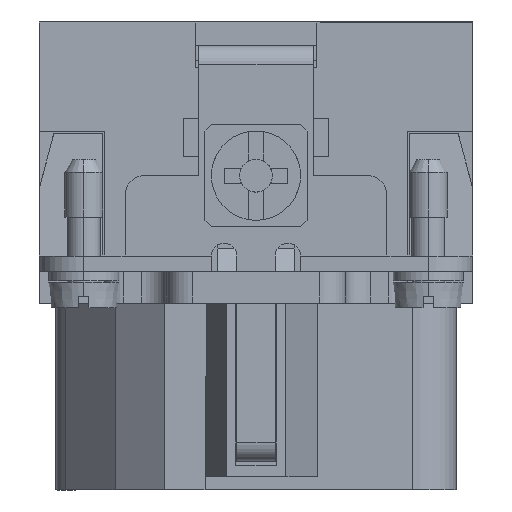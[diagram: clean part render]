
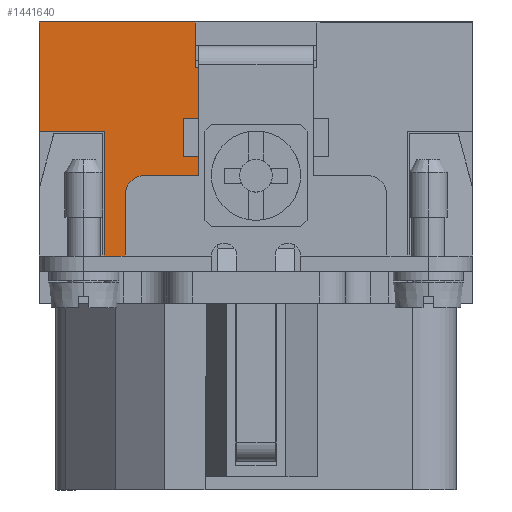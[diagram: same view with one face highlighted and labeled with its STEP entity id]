
A CAD part, left-side view. The second image highlights one B-rep face of the part: STEP entity #1441640.
In plain terms, the highlighted planar face has unit normal (-1, 0, 0).
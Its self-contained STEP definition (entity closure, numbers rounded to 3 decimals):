
#530=CARTESIAN_POINT('',(37.046,53.334,
13.45));
#540=DIRECTION('',(0.,0.,1.));
#550=VECTOR('',#540,1.);
#560=LINE('',#530,#550);
#570=CARTESIAN_POINT('',(37.046,53.334,
10.85));
#580=VERTEX_POINT('',#570);
#590=CARTESIAN_POINT('',(37.046,53.334,14.45));
#600=VERTEX_POINT('',#590);
#610=EDGE_CURVE('',#580,#600,#560,.T.);
#43900=CARTESIAN_POINT('',(37.046,65.584,14.45));
#43910=VERTEX_POINT('',#43900);
#43940=CARTESIAN_POINT('',(37.046,65.584,13.45))
;
#43950=DIRECTION('',(0.,0.,1.));
#43960=VECTOR('',#43950,1.);
#43970=LINE('',#43940,#43960);
#43980=CARTESIAN_POINT('',(37.046,65.584,5.9));
#43990=VERTEX_POINT('',#43980);
#44000=EDGE_CURVE('',#43990,#43910,#43970,.T.);
#60870=CARTESIAN_POINT('',(37.046,53.084,
10.85));
#60880=VERTEX_POINT('',#60870);
#60910=CARTESIAN_POINT('',(37.046,98.594,10.85));
#60920=DIRECTION('',(0.,1.,0.));
#60930=VECTOR('',#60920,1.);
#60940=LINE('',#60910,#60930);
#60950=EDGE_CURVE('',#60880,#580,#60940,.T.);
#457950=CARTESIAN_POINT('',(37.046,98.594,14.45));
#457960=DIRECTION('',(0.,1.,0.));
#457970=VECTOR('',#457960,1.);
#457980=LINE('',#457950,#457970);
#457990=EDGE_CURVE('',#600,#43910,#457980,.T.);
#531760=CARTESIAN_POINT('',(37.046,60.584,
-3.9));
#531770=DIRECTION('',(0.,-1.,0.));
#531780=VECTOR('',#531770,1.);
#531790=LINE('',#531760,#531780);
#531800=CARTESIAN_POINT('',(37.046,60.484,-3.9
));
#531810=VERTEX_POINT('',#531800);
#531820=CARTESIAN_POINT('',(37.046,58.834,-3.9
));
#531830=VERTEX_POINT('',#531820);
#531840=EDGE_CURVE('',#531810,#531830,#531790,.T.);
#1360800=CARTESIAN_POINT('',(37.046,53.284,6.9
));
#1360810=VERTEX_POINT('',#1360800);
#1360840=CARTESIAN_POINT('',(37.046,0.,6.9));
#1360850=DIRECTION('',(0.,1.,0.));
#1360860=VECTOR('',#1360850,1.);
#1360870=LINE('',#1360840,#1360860);
#1360880=CARTESIAN_POINT('',(37.046,53.084,6.9
));
#1360890=VERTEX_POINT('',#1360880);
#1360900=EDGE_CURVE('',#1360890,#1360810,#1360870,.T.);
#1366440=CARTESIAN_POINT('',(37.046,58.834,
0.9));
#1366450=VERTEX_POINT('',#1366440);
#1366620=CARTESIAN_POINT('',(37.046,58.834,0.));
#1366630=DIRECTION('',(0.,0.,-1.));
#1366640=VECTOR('',#1366630,1.);
#1366650=LINE('',#1366620,#1366640);
#1366660=EDGE_CURVE('',#1366450,#531830,#1366650,.T.);
#1367540=CARTESIAN_POINT('',(37.046,53.084,2.4
));
#1367550=VERTEX_POINT('',#1367540);
#1367580=CARTESIAN_POINT('',(37.046,53.084,0.));
#1367590=DIRECTION('',(0.,0.,-1.));
#1367600=VECTOR('',#1367590,1.);
#1367610=LINE('',#1367580,#1367600);
#1367620=CARTESIAN_POINT('',(37.046,53.084,3.9
));
#1367630=VERTEX_POINT('',#1367620);
#1367640=EDGE_CURVE('',#1367630,#1367550,#1367610,.T.);
#1367820=CARTESIAN_POINT('',(37.046,46.3,
-3.003));
#1367830=DIRECTION('',(-1.,0.,0.));
#1367840=DIRECTION('',(0.,-1.,0.));
#1367850=AXIS2_PLACEMENT_3D('',#1367820,#1367830,#1367840);
#1367860=PLANE('',#1367850);
#1367950=CARTESIAN_POINT('',(37.046,60.484,0.));
#1367960=DIRECTION('',(0.,0.,1.));
#1367970=VECTOR('',#1367960,1.);
#1367980=LINE('',#1367950,#1367970);
#1421770=CARTESIAN_POINT('',(37.046,60.484,5.9));
#1421780=VERTEX_POINT('',#1421770);
#1421810=EDGE_CURVE('',#531810,#1421780,#1367980,.T.);
#1423140=CARTESIAN_POINT('',(37.046,0.,3.9));
#1423150=DIRECTION('',(0.,-1.,0.));
#1423160=VECTOR('',#1423150,1.);
#1423170=LINE('',#1423140,#1423160);
#1423180=CARTESIAN_POINT('',(37.046,53.284,3.9
));
#1423190=VERTEX_POINT('',#1423180);
#1423200=EDGE_CURVE('',#1423190,#1367630,#1423170,.T.);
#1434680=CARTESIAN_POINT('',(37.046,57.334,2.4
));
#1434690=VERTEX_POINT('',#1434680);
#1434720=CARTESIAN_POINT('',(37.046,0.,2.4));
#1434730=DIRECTION('',(0.,1.,0.));
#1434740=VECTOR('',#1434730,1.);
#1434750=LINE('',#1434720,#1434740);
#1434760=EDGE_CURVE('',#1367550,#1434690,#1434750,.T.);
#1435320=CARTESIAN_POINT('',(37.046,57.334,0.9
));
#1435330=DIRECTION('',(-1.,0.,0.));
#1435340=DIRECTION('',(0.,-1.,0.));
#1435350=AXIS2_PLACEMENT_3D('',#1435320,#1435330,#1435340);
#1435360=CIRCLE('',#1435350,1.5);
#1435370=EDGE_CURVE('',#1434690,#1366450,#1435360,.T.);
#1436240=CARTESIAN_POINT('',(37.046,53.084,0.));
#1436250=DIRECTION('',(0.,0.,-1.));
#1436260=VECTOR('',#1436250,1.);
#1436270=LINE('',#1436240,#1436260);
#1436280=EDGE_CURVE('',#60880,#1360890,#1436270,.T.);
#1439400=CARTESIAN_POINT('',(37.046,53.284,
6.9));
#1439410=DIRECTION('',(0.,0.,-1.));
#1439420=VECTOR('',#1439410,1.);
#1439430=LINE('',#1439400,#1439420);
#1439440=EDGE_CURVE('',#1360810,#1423190,#1439430,.T.);
#1441420=ORIENTED_EDGE('',*,*,#1421810,.F.);
#1441430=CARTESIAN_POINT('',(37.046,0.,5.9));
#1441440=DIRECTION('',(0.,1.,0.));
#1441450=VECTOR('',#1441440,1.);
#1441460=LINE('',#1441430,#1441450);
#1441470=EDGE_CURVE('',#1421780,#43990,#1441460,.T.);
#1441480=ORIENTED_EDGE('',*,*,#1441470,.F.);
#1441490=ORIENTED_EDGE('',*,*,#44000,.F.);
#1441500=ORIENTED_EDGE('',*,*,#457990,.T.);
#1441510=ORIENTED_EDGE('',*,*,#610,.T.);
#1441520=ORIENTED_EDGE('',*,*,#60950,.T.);
#1441530=ORIENTED_EDGE('',*,*,#1436280,.F.);
#1441540=ORIENTED_EDGE('',*,*,#1360900,.F.);
#1441550=ORIENTED_EDGE('',*,*,#1439440,.F.);
#1441560=ORIENTED_EDGE('',*,*,#1423200,.F.);
#1441570=ORIENTED_EDGE('',*,*,#1367640,.F.);
#1441580=ORIENTED_EDGE('',*,*,#1434760,.F.);
#1441590=ORIENTED_EDGE('',*,*,#1435370,.F.);
#1441600=ORIENTED_EDGE('',*,*,#1366660,.F.);
#1441610=ORIENTED_EDGE('',*,*,#531840,.T.);
#1441620=EDGE_LOOP('',(#1441610,#1441600,#1441590,#1441580,#1441570,
#1441560,#1441550,#1441540,#1441530,#1441520,#1441510,#1441500,#1441490,
#1441480,#1441420));
#1441630=FACE_OUTER_BOUND('',#1441620,.T.);
#1441640=ADVANCED_FACE('',(#1441630),#1367860,.T.);
